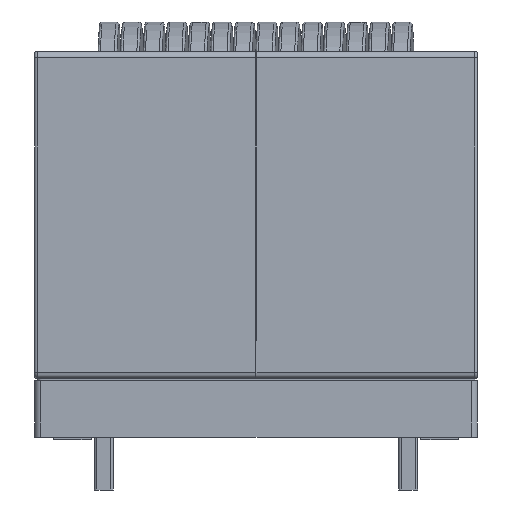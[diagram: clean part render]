
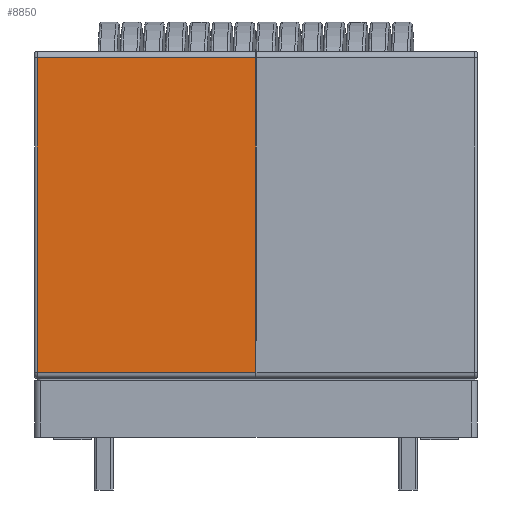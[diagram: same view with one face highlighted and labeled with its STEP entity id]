
A CAD part, left-side view. The second image highlights one B-rep face of the part: STEP entity #8850.
In plain terms, the highlighted face is planar.
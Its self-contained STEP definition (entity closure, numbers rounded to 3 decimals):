
#2050=ORIENTED_EDGE('',*,*,#4380,.T.);
#2051=ORIENTED_EDGE('',*,*,#4381,.T.);
#2052=ORIENTED_EDGE('',*,*,#4382,.T.);
#2053=ORIENTED_EDGE('',*,*,#4368,.F.);
#4368=EDGE_CURVE('',#5569,#5570,#6416,.T.);
#4380=EDGE_CURVE('',#5569,#5578,#6418,.F.);
#4381=EDGE_CURVE('',#5578,#5579,#6419,.T.);
#4382=EDGE_CURVE('',#5579,#5570,#6420,.T.);
#5569=VERTEX_POINT('',#26102);
#5570=VERTEX_POINT('',#26104);
#5578=VERTEX_POINT('',#26126);
#5579=VERTEX_POINT('',#26128);
#6416=LINE('',#26103,#6962);
#6418=LINE('',#26125,#6964);
#6419=LINE('',#26127,#6965);
#6420=LINE('',#26129,#6966);
#6962=VECTOR('',#12596,1000.);
#6964=VECTOR('',#12622,1000.);
#6965=VECTOR('',#12623,1000.);
#6966=VECTOR('',#12624,1000.);
#7450=EDGE_LOOP('',(#2050,#2051,#2052,#2053));
#8032=FACE_BOUND('',#7450,.T.);
#8552=PLANE('',#11689);
#8850=ADVANCED_FACE('',(#8032),#8552,.T.);
#11689=AXIS2_PLACEMENT_3D('',#26124,#12620,#12621);
#12596=DIRECTION('',(0.,-1.,0.));
#12620=DIRECTION('',(1.,0.,0.));
#12621=DIRECTION('',(0.,1.,0.));
#12622=DIRECTION('',(0.,0.,-1.));
#12623=DIRECTION('',(0.,-1.,0.));
#12624=DIRECTION('',(0.,0.,-1.));
#26102=CARTESIAN_POINT('',(18.,12.5,-8.8));
#26103=CARTESIAN_POINT('',(18.,13.,-8.8));
#26104=CARTESIAN_POINT('',(18.,-12.5,-8.8));
#26124=CARTESIAN_POINT('',(18.,13.,8.8));
#26125=CARTESIAN_POINT('',(18.,12.5,8.8));
#26126=CARTESIAN_POINT('',(18.,12.5,8.6));
#26127=CARTESIAN_POINT('',(18.,-12.5,8.6));
#26128=CARTESIAN_POINT('',(18.,-12.5,8.6));
#26129=CARTESIAN_POINT('',(18.,-12.5,8.8));
